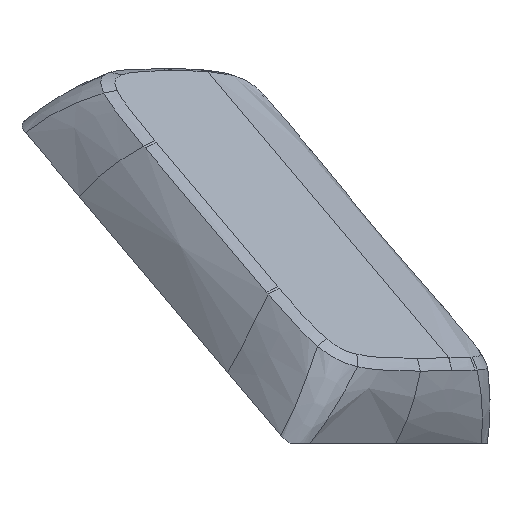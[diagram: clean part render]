
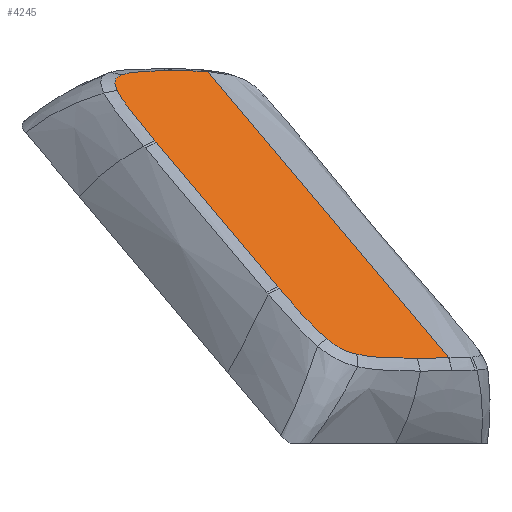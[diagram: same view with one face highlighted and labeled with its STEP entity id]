
A CAD part, left-side view. The second image highlights one B-rep face of the part: STEP entity #4245.
In plain terms, the highlighted planar face has unit normal (-0.455, -0.455, 0.766).
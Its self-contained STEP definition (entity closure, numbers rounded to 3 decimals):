
#330=B_SPLINE_CURVE_WITH_KNOTS('',3,(#10077,#10078,#10079,#10080),
 .UNSPECIFIED.,.F.,.F.,(4,4),(1.163,1.312),
 .UNSPECIFIED.);
#334=B_SPLINE_CURVE_WITH_KNOTS('',3,(#10115,#10116,#10117,#10118),
 .UNSPECIFIED.,.F.,.F.,(4,4),(0.149,0.151),
 .UNSPECIFIED.);
#341=B_SPLINE_CURVE_WITH_KNOTS('',3,(#10199,#10200,#10201,#10202,#10203,
#10204),.UNSPECIFIED.,.F.,.F.,(4,1,1,4),(0.912,1.083,
1.198,1.312),.UNSPECIFIED.);
#343=B_SPLINE_CURVE_WITH_KNOTS('',3,(#10225,#10226,#10227,#10228),
 .UNSPECIFIED.,.F.,.F.,(4,4),(0.,0.149),
 .UNSPECIFIED.);
#344=B_SPLINE_CURVE_WITH_KNOTS('',3,(#10252,#10253,#10254,#10255,#10256),
 .UNSPECIFIED.,.F.,.F.,(4,1,4),(0.407,0.696,0.912),
 .UNSPECIFIED.);
#347=B_SPLINE_CURVE_WITH_KNOTS('',3,(#10302,#10303,#10304,#10305,#10306,
#10307,#10308,#10309,#10310,#10311),.UNSPECIFIED.,.F.,.F.,(4,3,3,4),(0.904,
1.076,1.191,1.305),.UNSPECIFIED.);
#348=B_SPLINE_CURVE_WITH_KNOTS('',3,(#10335,#10336,#10337,#10338,#10339),
 .UNSPECIFIED.,.F.,.F.,(4,1,4),(0.4,0.688,0.904),
 .UNSPECIFIED.);
#352=B_SPLINE_CURVE_WITH_KNOTS('',3,(#10374,#10375,#10376,#10377),
 .UNSPECIFIED.,.F.,.F.,(4,4),(1.161,1.163),
 .UNSPECIFIED.);
#354=B_SPLINE_CURVE_WITH_KNOTS('',3,(#10408,#10409,#10410,#10411,#10412,
#10413),.UNSPECIFIED.,.F.,.F.,(4,1,1,4),(0.,0.057,
0.172,0.4),.UNSPECIFIED.);
#358=B_SPLINE_CURVE_WITH_KNOTS('',3,(#10472,#10473,#10474,#10475,#10476),
 .UNSPECIFIED.,.F.,.F.,(4,1,4),(-2.185,-1.472,-0.76),
 .UNSPECIFIED.);
#360=B_SPLINE_CURVE_WITH_KNOTS('',3,(#10497,#10498,#10499,#10500),
 .UNSPECIFIED.,.F.,.F.,(4,4),(1.305,1.312),
 .UNSPECIFIED.);
#361=B_SPLINE_CURVE_WITH_KNOTS('',3,(#10528,#10529,#10530,#10531,#10532,
#10533),.UNSPECIFIED.,.F.,.F.,(4,1,1,4),(0.007,0.064,
0.178,0.407),.UNSPECIFIED.);
#364=B_SPLINE_CURVE_WITH_KNOTS('',3,(#10560,#10561,#10562,#10563),
 .UNSPECIFIED.,.F.,.F.,(4,4),(0.,0.007),
 .UNSPECIFIED.);
#472=PLANE('',#4498);
#732=FACE_OUTER_BOUND('',#998,.T.);
#998=EDGE_LOOP('',(#3832,#3833,#3834,#3835,#3836,#3837,#3838,#3839,#3840,
#3841,#3842,#3843,#3844,#3845));
#1387=LINE('',#11392,#1654);
#1654=VECTOR('',#5206,10.);
#1980=VERTEX_POINT('',#10070);
#1982=VERTEX_POINT('',#10076);
#1985=VERTEX_POINT('',#10108);
#1987=VERTEX_POINT('',#10114);
#1992=VERTEX_POINT('',#10187);
#1995=VERTEX_POINT('',#10197);
#1997=VERTEX_POINT('',#10250);
#1998=VERTEX_POINT('',#10286);
#2001=VERTEX_POINT('',#10300);
#2003=VERTEX_POINT('',#10333);
#2005=VERTEX_POINT('',#10369);
#2008=VERTEX_POINT('',#10461);
#2011=VERTEX_POINT('',#10470);
#2013=VERTEX_POINT('',#10526);
#2568=EDGE_CURVE('',#1980,#1982,#330,.T.);
#2573=EDGE_CURVE('',#1985,#1987,#334,.T.);
#2583=EDGE_CURVE('',#1995,#1992,#341,.T.);
#2585=EDGE_CURVE('',#1992,#1985,#343,.T.);
#2587=EDGE_CURVE('',#1997,#1995,#344,.T.);
#2592=EDGE_CURVE('',#2001,#1998,#347,.T.);
#2594=EDGE_CURVE('',#2003,#2001,#348,.T.);
#2598=EDGE_CURVE('',#2005,#1980,#352,.T.);
#2600=EDGE_CURVE('',#1982,#2003,#354,.T.);
#2607=EDGE_CURVE('',#2011,#2008,#358,.T.);
#2609=EDGE_CURVE('',#1998,#2011,#360,.T.);
#2611=EDGE_CURVE('',#2013,#1997,#361,.T.);
#2614=EDGE_CURVE('',#2008,#2013,#364,.T.);
#2661=EDGE_CURVE('',#2005,#1987,#1387,.T.);
#3832=ORIENTED_EDGE('',*,*,#2585,.F.);
#3833=ORIENTED_EDGE('',*,*,#2583,.F.);
#3834=ORIENTED_EDGE('',*,*,#2587,.F.);
#3835=ORIENTED_EDGE('',*,*,#2611,.F.);
#3836=ORIENTED_EDGE('',*,*,#2614,.F.);
#3837=ORIENTED_EDGE('',*,*,#2607,.F.);
#3838=ORIENTED_EDGE('',*,*,#2609,.F.);
#3839=ORIENTED_EDGE('',*,*,#2592,.F.);
#3840=ORIENTED_EDGE('',*,*,#2594,.F.);
#3841=ORIENTED_EDGE('',*,*,#2600,.F.);
#3842=ORIENTED_EDGE('',*,*,#2568,.F.);
#3843=ORIENTED_EDGE('',*,*,#2598,.F.);
#3844=ORIENTED_EDGE('',*,*,#2661,.T.);
#3845=ORIENTED_EDGE('',*,*,#2573,.F.);
#4245=ADVANCED_FACE('',(#732),#472,.T.);
#4498=AXIS2_PLACEMENT_3D('',#11391,#5204,#5205);
#5204=DIRECTION('center_axis',(-0.455,-0.455,0.766));
#5205=DIRECTION('ref_axis',(0.542,0.542,0.643));
#5206=DIRECTION('',(0.542,0.542,0.643));
#10070=CARTESIAN_POINT('',(-104.559,-9.325,5.193));
#10076=CARTESIAN_POINT('',(-106.618,-7.348,5.144));
#10077=CARTESIAN_POINT('Ctrl Pts',(-104.559,-9.325,
5.193));
#10078=CARTESIAN_POINT('Ctrl Pts',(-105.062,-8.871,
5.164));
#10079=CARTESIAN_POINT('Ctrl Pts',(-105.676,-8.289,
5.144));
#10080=CARTESIAN_POINT('Ctrl Pts',(-106.618,-7.348,
5.144));
#10108=CARTESIAN_POINT('',(-89.23,6.004,23.383));
#10114=CARTESIAN_POINT('',(-89.208,5.979,23.381));
#10115=CARTESIAN_POINT('Ctrl Pts',(-89.23,6.004,23.383));
#10116=CARTESIAN_POINT('Ctrl Pts',(-89.223,5.995,23.382));
#10117=CARTESIAN_POINT('Ctrl Pts',(-89.215,5.987,23.382));
#10118=CARTESIAN_POINT('Ctrl Pts',(-89.208,5.979,23.381));
#10187=CARTESIAN_POINT('',(-91.207,8.063,23.432));
#10197=CARTESIAN_POINT('',(-95.047,11.439,23.157));
#10199=CARTESIAN_POINT('Ctrl Pts',(-95.047,11.439,23.157));
#10200=CARTESIAN_POINT('Ctrl Pts',(-94.762,11.267,23.223));
#10201=CARTESIAN_POINT('Ctrl Pts',(-94.204,10.87,23.319));
#10202=CARTESIAN_POINT('Ctrl Pts',(-92.988,9.805,23.408));
#10203=CARTESIAN_POINT('Ctrl Pts',(-91.932,8.787,23.432));
#10204=CARTESIAN_POINT('Ctrl Pts',(-91.207,8.063,23.432));
#10225=CARTESIAN_POINT('Ctrl Pts',(-91.207,8.063,23.432));
#10226=CARTESIAN_POINT('Ctrl Pts',(-90.266,7.121,23.432));
#10227=CARTESIAN_POINT('Ctrl Pts',(-89.684,6.507,23.412));
#10228=CARTESIAN_POINT('Ctrl Pts',(-89.23,6.004,23.383));
#10250=CARTESIAN_POINT('',(-96.976,11.712,22.174));
#10252=CARTESIAN_POINT('Ctrl Pts',(-96.976,11.712,22.174));
#10253=CARTESIAN_POINT('Ctrl Pts',(-96.564,11.874,22.515));
#10254=CARTESIAN_POINT('Ctrl Pts',(-96.036,11.906,22.847));
#10255=CARTESIAN_POINT('Ctrl Pts',(-95.406,11.657,23.073));
#10256=CARTESIAN_POINT('Ctrl Pts',(-95.047,11.439,23.157));
#10286=CARTESIAN_POINT('',(-107.889,1.422,9.594));
#10300=CARTESIAN_POINT('',(-110.267,-1.579,6.402));
#10302=CARTESIAN_POINT('Ctrl Pts',(-110.267,-1.579,
6.402));
#10303=CARTESIAN_POINT('Ctrl Pts',(-110.169,-1.334,
6.606));
#10304=CARTESIAN_POINT('Ctrl Pts',(-110.019,-1.054,6.861));
#10305=CARTESIAN_POINT('Ctrl Pts',(-109.766,-0.697,
7.223));
#10306=CARTESIAN_POINT('Ctrl Pts',(-109.597,-0.459,
7.464));
#10307=CARTESIAN_POINT('Ctrl Pts',(-109.382,-0.187,
7.753));
#10308=CARTESIAN_POINT('Ctrl Pts',(-109.089,0.149,
8.126));
#10309=CARTESIAN_POINT('Ctrl Pts',(-108.795,0.485,
8.5));
#10310=CARTESIAN_POINT('Ctrl Pts',(-108.423,0.885,
8.958));
#10311=CARTESIAN_POINT('Ctrl Pts',(-107.889,1.422,9.594));
#10333=CARTESIAN_POINT('',(-109.994,-3.508,5.419));
#10335=CARTESIAN_POINT('Ctrl Pts',(-109.994,-3.508,5.419));
#10336=CARTESIAN_POINT('Ctrl Pts',(-110.284,-3.029,
5.531));
#10337=CARTESIAN_POINT('Ctrl Pts',(-110.468,-2.467,
5.756));
#10338=CARTESIAN_POINT('Ctrl Pts',(-110.389,-1.889,6.146));
#10339=CARTESIAN_POINT('Ctrl Pts',(-110.267,-1.579,
6.402));
#10369=CARTESIAN_POINT('',(-104.534,-9.347,5.195));
#10374=CARTESIAN_POINT('Ctrl Pts',(-104.534,-9.347,
5.195));
#10375=CARTESIAN_POINT('Ctrl Pts',(-104.542,-9.34,
5.194));
#10376=CARTESIAN_POINT('Ctrl Pts',(-104.551,-9.332,
5.194));
#10377=CARTESIAN_POINT('Ctrl Pts',(-104.559,-9.325,
5.193));
#10408=CARTESIAN_POINT('Ctrl Pts',(-106.618,-7.348,
5.144));
#10409=CARTESIAN_POINT('Ctrl Pts',(-106.98,-6.986,
5.144));
#10410=CARTESIAN_POINT('Ctrl Pts',(-107.896,-6.055,
5.153));
#10411=CARTESIAN_POINT('Ctrl Pts',(-109.255,-4.582,
5.221));
#10412=CARTESIAN_POINT('Ctrl Pts',(-109.764,-3.888,
5.33));
#10413=CARTESIAN_POINT('Ctrl Pts',(-109.994,-3.508,
5.419));
#10461=CARTESIAN_POINT('',(-100.074,9.238,18.868));
#10470=CARTESIAN_POINT('',(-107.793,1.519,9.708));
#10472=CARTESIAN_POINT('Ctrl Pts',(-107.793,1.519,9.708));
#10473=CARTESIAN_POINT('Ctrl Pts',(-106.506,2.805,11.235));
#10474=CARTESIAN_POINT('Ctrl Pts',(-103.933,5.378,14.288));
#10475=CARTESIAN_POINT('Ctrl Pts',(-101.36,7.951,17.341));
#10476=CARTESIAN_POINT('Ctrl Pts',(-100.074,9.238,18.868));
#10497=CARTESIAN_POINT('Ctrl Pts',(-107.889,1.422,9.594));
#10498=CARTESIAN_POINT('Ctrl Pts',(-107.857,1.454,9.631));
#10499=CARTESIAN_POINT('Ctrl Pts',(-107.825,1.486,9.669));
#10500=CARTESIAN_POINT('Ctrl Pts',(-107.793,1.519,9.708));
#10526=CARTESIAN_POINT('',(-99.977,9.334,18.982));
#10528=CARTESIAN_POINT('Ctrl Pts',(-99.977,9.334,18.982));
#10529=CARTESIAN_POINT('Ctrl Pts',(-99.709,9.601,19.3));
#10530=CARTESIAN_POINT('Ctrl Pts',(-99.011,10.274,20.113));
#10531=CARTESIAN_POINT('Ctrl Pts',(-97.878,11.253,21.367));
#10532=CARTESIAN_POINT('Ctrl Pts',(-97.303,11.582,21.903));
#10533=CARTESIAN_POINT('Ctrl Pts',(-96.976,11.712,22.174));
#10560=CARTESIAN_POINT('Ctrl Pts',(-100.074,9.238,18.868));
#10561=CARTESIAN_POINT('Ctrl Pts',(-100.041,9.27,18.907));
#10562=CARTESIAN_POINT('Ctrl Pts',(-100.009,9.302,18.945));
#10563=CARTESIAN_POINT('Ctrl Pts',(-99.977,9.334,18.982));
#11391=CARTESIAN_POINT('Origin',(-98.913,0.358,14.288));
#11392=CARTESIAN_POINT('',(-96.871,-1.684,14.288));
